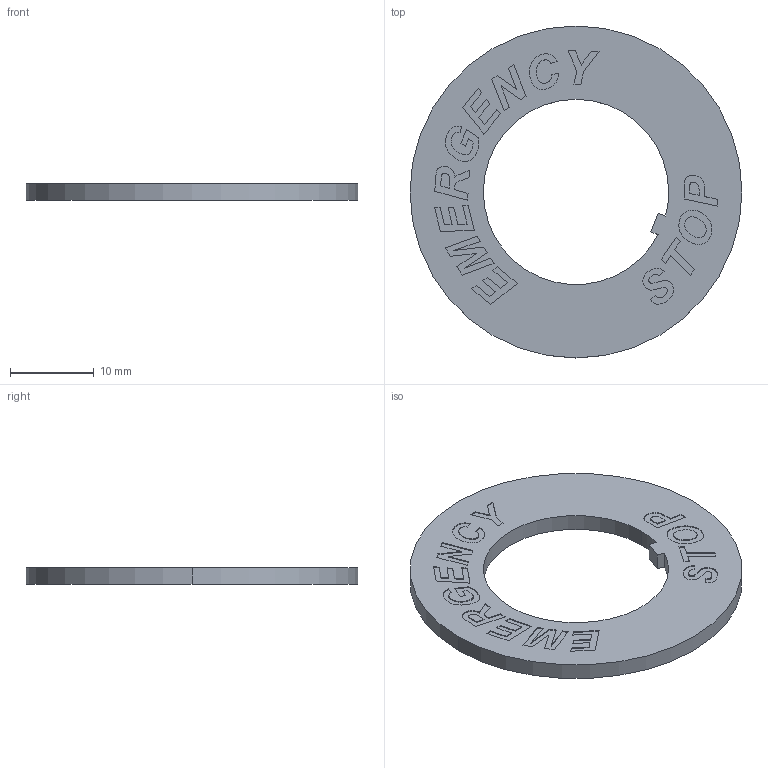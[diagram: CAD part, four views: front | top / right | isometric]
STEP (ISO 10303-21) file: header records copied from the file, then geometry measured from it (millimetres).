
FILE_DESCRIPTION (( 'STEP AP214' ), '1' );
FILE_NAME ('Áèðêà ER40.STEP', '2023-03-28T09:09:20', ( '' ), ( '' ), 'SwSTEP 2.0', 'SolidWorks 2020', '' );
FILE_SCHEMA (( 'AUTOMOTIVE_DESIGN' ));
Length unit declared in the file: millimetre
Products named in the file (1): Áèðêà ER40
Bounding box: 39.6 x 39.6 x 2 mm (x, y, z)
Volume: 1691.3 mm3; surface area: 2119.7 mm2
Topology: 1 solids, 1 shells, 189 faces, 513 edges, 342 vertices
Faces by surface type: plane 125, bspline 59, cylinder 5
Entity records: 11137 total; most frequent: CARTESIAN_POINT 4784, ORIENTED_EDGE 1026, DIRECTION 667, EDGE_CURVE 513, VECTOR 385, LINE 385, VERTEX_POINT 342, EDGE_LOOP 207
